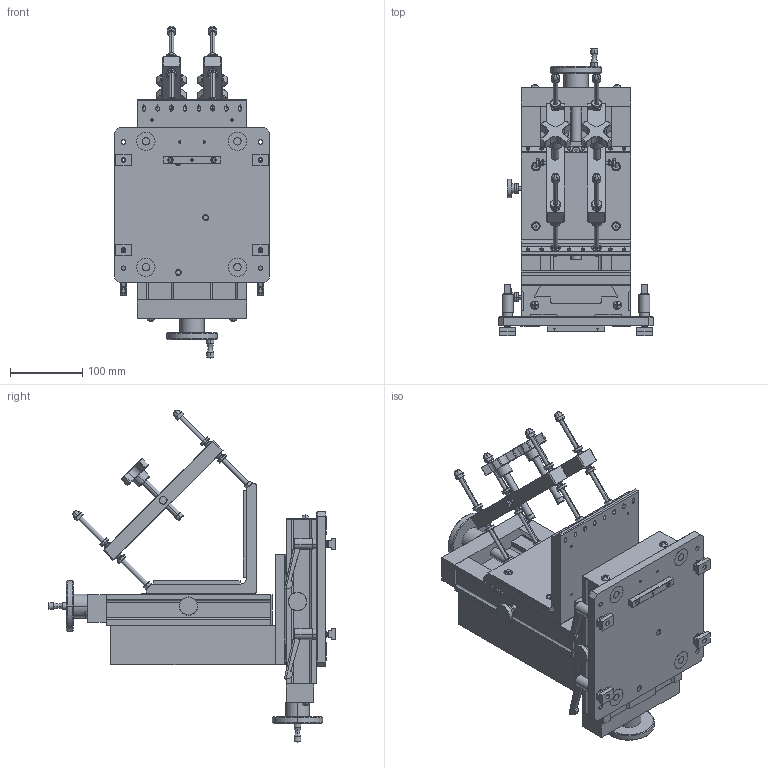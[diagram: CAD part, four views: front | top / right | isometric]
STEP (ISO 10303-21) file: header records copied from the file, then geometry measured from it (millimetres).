
FILE_DESCRIPTION (( 'STEP AP203' ), '1' );
FILE_NAME ('204216_A.stp', '2022-04-04T15:10:00', ( '' ), ( '' ), 'SwSTEP 2.0', 'SolidWorks 2020', '' );
FILE_SCHEMA (( 'CONFIG_CONTROL_DESIGN' ));
Products named in the file (1): 204216_A
Bounding box: 215 x 399.32 x 460.54 mm (x, y, z)
Surface area: 894273.9 mm2 (no closed solid volume)
Topology: 0 solids, 123 shells, 1249 faces, 3830 edges, 2580 vertices
Faces by surface type: plane 541, cylinder 340, cone 256, bspline 72, torus 40
Entity records: 44595 total; most frequent: CARTESIAN_POINT 11401, DIRECTION 6900, ORIENTED_EDGE 6213, EDGE_CURVE 3787, VERTEX_POINT 2580, AXIS2_PLACEMENT_3D 2511, LINE 1878, VECTOR 1878
